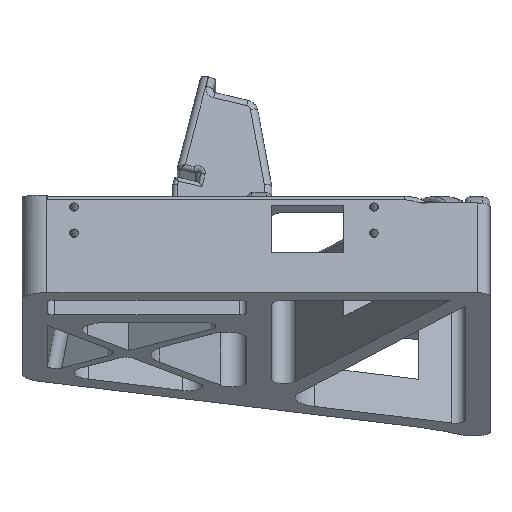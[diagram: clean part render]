
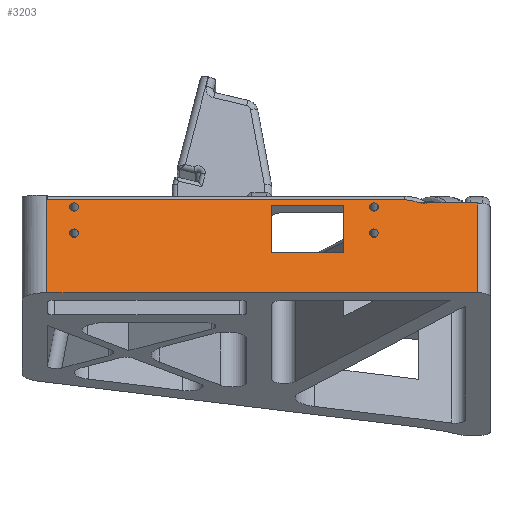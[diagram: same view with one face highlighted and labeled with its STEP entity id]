
A CAD part, top view. The second image highlights one B-rep face of the part: STEP entity #3203.
In plain terms, the highlighted planar face has unit normal (0, 0.301, 0.954).
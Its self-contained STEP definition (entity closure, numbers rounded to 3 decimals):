
#55=FACE_BOUND('',#395,.T.);
#56=FACE_BOUND('',#396,.T.);
#57=FACE_BOUND('',#397,.T.);
#58=FACE_BOUND('',#398,.T.);
#59=FACE_BOUND('',#399,.T.);
#87=PLANE('',#3401);
#215=FACE_OUTER_BOUND('',#394,.T.);
#394=EDGE_LOOP('',(#2135,#2136,#2137,#2138,#2139,#2140,#2141,#2142));
#395=EDGE_LOOP('',(#2143,#2144,#2145,#2146));
#396=EDGE_LOOP('',(#2147));
#397=EDGE_LOOP('',(#2148));
#398=EDGE_LOOP('',(#2149));
#399=EDGE_LOOP('',(#2150,#2151));
#603=LINE('',#4729,#879);
#605=LINE('',#4750,#881);
#606=LINE('',#4752,#882);
#607=LINE('',#4754,#883);
#608=LINE('',#4756,#884);
#609=LINE('',#4758,#885);
#610=LINE('',#4759,#886);
#611=LINE('',#4762,#887);
#612=LINE('',#4764,#888);
#613=LINE('',#4766,#889);
#614=LINE('',#4767,#890);
#879=VECTOR('',#3752,10.);
#881=VECTOR('',#3764,10.);
#882=VECTOR('',#3765,10.);
#883=VECTOR('',#3766,10.);
#884=VECTOR('',#3767,10.);
#885=VECTOR('',#3768,10.);
#886=VECTOR('',#3769,10.);
#887=VECTOR('',#3770,10.);
#888=VECTOR('',#3771,10.);
#889=VECTOR('',#3772,10.);
#890=VECTOR('',#3773,10.);
#1158=CIRCLE('',#3400,14.);
#1159=CIRCLE('',#3402,1.75);
#1160=CIRCLE('',#3403,1.75);
#1161=CIRCLE('',#3404,1.75);
#1162=CIRCLE('',#3405,1.75);
#1163=CIRCLE('',#3406,1.75);
#1316=VERTEX_POINT('',#4725);
#1318=VERTEX_POINT('',#4728);
#1320=VERTEX_POINT('',#4734);
#1322=VERTEX_POINT('',#4749);
#1323=VERTEX_POINT('',#4751);
#1324=VERTEX_POINT('',#4753);
#1325=VERTEX_POINT('',#4755);
#1326=VERTEX_POINT('',#4757);
#1327=VERTEX_POINT('',#4760);
#1328=VERTEX_POINT('',#4761);
#1329=VERTEX_POINT('',#4763);
#1330=VERTEX_POINT('',#4765);
#1331=VERTEX_POINT('',#4768);
#1332=VERTEX_POINT('',#4770);
#1333=VERTEX_POINT('',#4772);
#1334=VERTEX_POINT('',#4774);
#1335=VERTEX_POINT('',#4775);
#1630=EDGE_CURVE('',#1316,#1318,#603,.T.);
#1635=EDGE_CURVE('',#1318,#1320,#1158,.T.);
#1636=EDGE_CURVE('',#1322,#1320,#605,.T.);
#1637=EDGE_CURVE('',#1323,#1316,#606,.T.);
#1638=EDGE_CURVE('',#1324,#1323,#607,.T.);
#1639=EDGE_CURVE('',#1325,#1324,#608,.T.);
#1640=EDGE_CURVE('',#1326,#1325,#609,.T.);
#1641=EDGE_CURVE('',#1322,#1326,#610,.T.);
#1642=EDGE_CURVE('',#1327,#1328,#611,.T.);
#1643=EDGE_CURVE('',#1328,#1329,#612,.T.);
#1644=EDGE_CURVE('',#1329,#1330,#613,.T.);
#1645=EDGE_CURVE('',#1330,#1327,#614,.T.);
#1646=EDGE_CURVE('',#1331,#1331,#1159,.T.);
#1647=EDGE_CURVE('',#1332,#1332,#1160,.T.);
#1648=EDGE_CURVE('',#1333,#1333,#1161,.T.);
#1649=EDGE_CURVE('',#1334,#1335,#1162,.T.);
#1650=EDGE_CURVE('',#1334,#1335,#1163,.T.);
#2135=ORIENTED_EDGE('',*,*,#1636,.T.);
#2136=ORIENTED_EDGE('',*,*,#1635,.F.);
#2137=ORIENTED_EDGE('',*,*,#1630,.F.);
#2138=ORIENTED_EDGE('',*,*,#1637,.F.);
#2139=ORIENTED_EDGE('',*,*,#1638,.F.);
#2140=ORIENTED_EDGE('',*,*,#1639,.F.);
#2141=ORIENTED_EDGE('',*,*,#1640,.F.);
#2142=ORIENTED_EDGE('',*,*,#1641,.F.);
#2143=ORIENTED_EDGE('',*,*,#1642,.T.);
#2144=ORIENTED_EDGE('',*,*,#1643,.T.);
#2145=ORIENTED_EDGE('',*,*,#1644,.T.);
#2146=ORIENTED_EDGE('',*,*,#1645,.T.);
#2147=ORIENTED_EDGE('',*,*,#1646,.T.);
#2148=ORIENTED_EDGE('',*,*,#1647,.T.);
#2149=ORIENTED_EDGE('',*,*,#1648,.F.);
#2150=ORIENTED_EDGE('',*,*,#1649,.T.);
#2151=ORIENTED_EDGE('',*,*,#1650,.F.);
#3203=ADVANCED_FACE('',(#215,#55,#56,#57,#58,#59),#87,.T.);
#3400=AXIS2_PLACEMENT_3D('',#4747,#3760,#3761);
#3401=AXIS2_PLACEMENT_3D('',#4748,#3762,#3763);
#3402=AXIS2_PLACEMENT_3D('',#4769,#3774,#3775);
#3403=AXIS2_PLACEMENT_3D('',#4771,#3776,#3777);
#3404=AXIS2_PLACEMENT_3D('',#4773,#3778,#3779);
#3405=AXIS2_PLACEMENT_3D('',#4776,#3780,#3781);
#3406=AXIS2_PLACEMENT_3D('',#4777,#3782,#3783);
#3752=DIRECTION('',(1.,0.,0.));
#3760=DIRECTION('center_axis',(0.,-0.301,-0.954));
#3761=DIRECTION('ref_axis',(0.323,0.903,-0.285));
#3762=DIRECTION('center_axis',(0.,0.301,0.954));
#3763=DIRECTION('ref_axis',(0.,0.954,-0.301));
#3764=DIRECTION('',(-1.,0.,0.));
#3765=DIRECTION('',(0.,-0.954,0.301));
#3766=DIRECTION('',(1.,0.,0.));
#3767=DIRECTION('',(0.,0.954,-0.301));
#3768=DIRECTION('',(-1.,0.,0.));
#3769=DIRECTION('',(0.,-0.954,0.301));
#3770=DIRECTION('',(0.,-0.954,0.301));
#3771=DIRECTION('',(-1.,0.,0.));
#3772=DIRECTION('',(0.,0.954,-0.301));
#3773=DIRECTION('',(1.,0.,0.));
#3774=DIRECTION('center_axis',(0.,-0.301,-0.954));
#3775=DIRECTION('ref_axis',(0.,-0.954,0.301));
#3776=DIRECTION('center_axis',(0.,-0.301,-0.954));
#3777=DIRECTION('ref_axis',(1.,0.,0.));
#3778=DIRECTION('center_axis',(0.,0.301,0.954));
#3779=DIRECTION('ref_axis',(1.,0.,0.));
#3780=DIRECTION('center_axis',(0.,-0.301,-0.954));
#3781=DIRECTION('ref_axis',(0.,-0.954,0.301));
#3782=DIRECTION('center_axis',(0.,0.301,0.954));
#3783=DIRECTION('ref_axis',(1.,0.,0.));
#4725=CARTESIAN_POINT('',(-131.48,26.792,428.24));
#4728=CARTESIAN_POINT('',(11.636,26.792,428.24));
#4729=CARTESIAN_POINT('',(-42.91,26.792,428.24));
#4734=CARTESIAN_POINT('',(17.613,25.514,428.643));
#4747=CARTESIAN_POINT('Origin',(11.636,13.44,432.45));
#4748=CARTESIAN_POINT('Origin',(45.76,-10.407,439.969));
#4749=CARTESIAN_POINT('',(40.76,25.514,428.643));
#4750=CARTESIAN_POINT('',(45.76,25.514,428.643));
#4751=CARTESIAN_POINT('',(-131.48,28.7,427.639));
#4752=CARTESIAN_POINT('',(-131.48,-0.437,436.825));
#4753=CARTESIAN_POINT('',(-131.58,28.7,427.639));
#4754=CARTESIAN_POINT('',(-131.58,28.7,427.639));
#4755=CARTESIAN_POINT('',(-131.58,-10.407,439.969));
#4756=CARTESIAN_POINT('',(-131.58,-0.437,436.825));
#4757=CARTESIAN_POINT('',(40.76,-10.407,439.969));
#4758=CARTESIAN_POINT('',(45.76,-10.407,439.969));
#4759=CARTESIAN_POINT('',(40.76,4.487,435.273));
#4760=CARTESIAN_POINT('',(-12.727,24.605,428.93));
#4761=CARTESIAN_POINT('',(-12.727,5.53,434.944));
#4762=CARTESIAN_POINT('',(-12.727,24.605,428.93));
#4763=CARTESIAN_POINT('',(-41.578,5.53,434.944));
#4764=CARTESIAN_POINT('',(16.517,5.53,434.944));
#4765=CARTESIAN_POINT('',(-41.578,24.605,428.93));
#4766=CARTESIAN_POINT('',(-41.578,19.836,430.434));
#4767=CARTESIAN_POINT('',(1.517,24.605,428.93));
#4768=CARTESIAN_POINT('',(-122.5,13.435,432.452));
#4769=CARTESIAN_POINT('Origin',(-120.75,13.435,432.452));
#4770=CARTESIAN_POINT('',(-122.5,23.926,429.144));
#4771=CARTESIAN_POINT('Origin',(-120.75,23.926,429.144));
#4772=CARTESIAN_POINT('',(-2.49,13.435,432.452));
#4773=CARTESIAN_POINT('Origin',(-0.74,13.435,432.452));
#4774=CARTESIAN_POINT('',(-2.339,24.605,428.93));
#4775=CARTESIAN_POINT('',(0.859,24.605,428.93));
#4776=CARTESIAN_POINT('Origin',(-0.74,23.926,429.144));
#4777=CARTESIAN_POINT('Origin',(-0.74,23.926,429.144));
